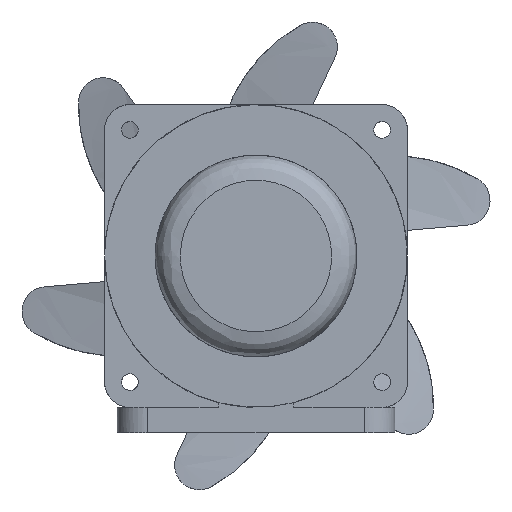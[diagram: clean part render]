
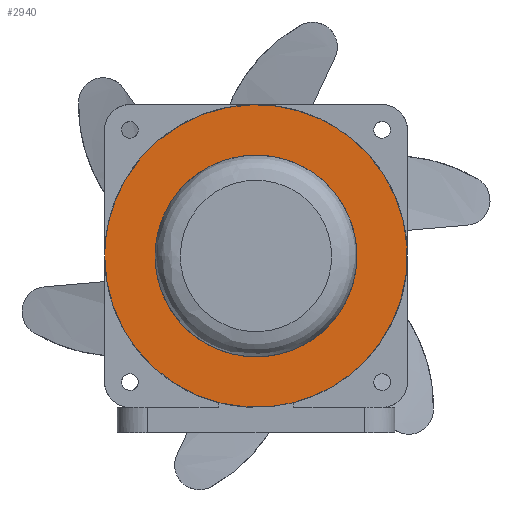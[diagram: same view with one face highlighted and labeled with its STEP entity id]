
A CAD part, left-side view. The second image highlights one B-rep face of the part: STEP entity #2940.
In plain terms, the highlighted free-form (B-spline) face has degree [1, 1] with [2, 2] control points.
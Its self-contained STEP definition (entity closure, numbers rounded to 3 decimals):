
#1631 = VERTEX_POINT('',#1632);
#1632 = CARTESIAN_POINT('',(-180.302,46.53,
    0.));
#1637 = EDGE_CURVE('',#1631,#1631,#1638,.T.);
#1638 = ( BOUNDED_CURVE() B_SPLINE_CURVE(2,(#1639,#1640,#1641,#1642,
#1643,#1644,#1645),.UNSPECIFIED.,.T.,.F.) B_SPLINE_CURVE_WITH_KNOTS((3,2
    ,2,3),(3.142,5.236,7.33,9.425),
.PIECEWISE_BEZIER_KNOTS.) CURVE() GEOMETRIC_REPRESENTATION_ITEM() 
RATIONAL_B_SPLINE_CURVE((1.,0.5,1.,0.5,1.,0.5,1.)) REPRESENTATION_ITEM(
  '') );
#1639 = CARTESIAN_POINT('',(-180.302,46.53,
    0.));
#1640 = CARTESIAN_POINT('',(-180.302,46.53,
    80.592));
#1641 = CARTESIAN_POINT('',(-180.302,-23.265,
    40.296));
#1642 = CARTESIAN_POINT('',(-180.302,-93.059,
    0.));
#1643 = CARTESIAN_POINT('',(-180.302,-23.265,
    -40.296));
#1644 = CARTESIAN_POINT('',(-180.302,46.53,
    -80.592));
#1645 = CARTESIAN_POINT('',(-180.302,46.53,
    0.));
#2556 = EDGE_CURVE('',#2557,#2557,#2559,.T.);
#2557 = VERTEX_POINT('',#2558);
#2558 = CARTESIAN_POINT('',(-180.302,69.794,
    0.));
#2559 = ( BOUNDED_CURVE() B_SPLINE_CURVE(2,(#2560,#2561,#2562,#2563,
#2564,#2565,#2566),.UNSPECIFIED.,.T.,.F.) B_SPLINE_CURVE_WITH_KNOTS((3,2
    ,2,3),(3.142,5.236,7.33,9.425),
.PIECEWISE_BEZIER_KNOTS.) CURVE() GEOMETRIC_REPRESENTATION_ITEM() 
RATIONAL_B_SPLINE_CURVE((1.,0.5,1.,0.5,1.,0.5,1.)) REPRESENTATION_ITEM(
  '') );
#2560 = CARTESIAN_POINT('',(-180.302,69.794,
    0.));
#2561 = CARTESIAN_POINT('',(-180.302,69.794,
    -120.887));
#2562 = CARTESIAN_POINT('',(-180.302,-34.897,
    -60.444));
#2563 = CARTESIAN_POINT('',(-180.302,-139.589,
    0.));
#2564 = CARTESIAN_POINT('',(-180.302,-34.897,
    60.444));
#2565 = CARTESIAN_POINT('',(-180.302,69.794,
    120.887));
#2566 = CARTESIAN_POINT('',(-180.302,69.794,
    0.));
#2940 = ADVANCED_FACE('',(#2941,#2944),#2947,.T.);
#2941 = FACE_BOUND('',#2942,.T.);
#2942 = EDGE_LOOP('',(#2943));
#2943 = ORIENTED_EDGE('',*,*,#2556,.T.);
#2944 = FACE_BOUND('',#2945,.T.);
#2945 = EDGE_LOOP('',(#2946));
#2946 = ORIENTED_EDGE('',*,*,#1637,.T.);
#2947 = B_SPLINE_SURFACE_WITH_KNOTS('',1,1,(
    (#2948,#2949)
    ,(#2950,#2951
    )),.UNSPECIFIED.,.F.,.F.,.F.,(2,2),(2,2),(-60.,60.),(-60.,60.),
  .PIECEWISE_BEZIER_KNOTS.);
#2948 = CARTESIAN_POINT('',(-180.302,69.794,
    -69.794));
#2949 = CARTESIAN_POINT('',(-180.302,69.794,
    69.794));
#2950 = CARTESIAN_POINT('',(-180.302,-69.794,
    -69.794));
#2951 = CARTESIAN_POINT('',(-180.302,-69.794,
    69.794));
